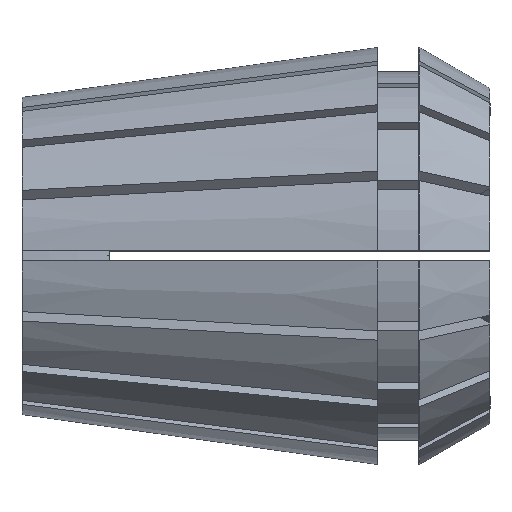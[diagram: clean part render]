
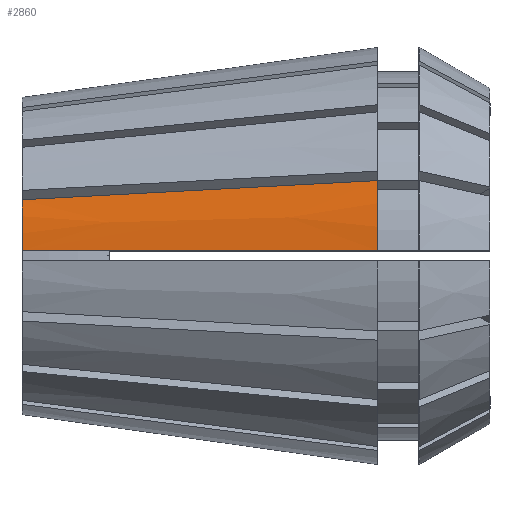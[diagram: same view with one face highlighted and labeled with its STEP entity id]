
A CAD part, top view. The second image highlights one B-rep face of the part: STEP entity #2860.
In plain terms, the highlighted conical face has half-angle 8 degrees and reference radius 20.5 mm.
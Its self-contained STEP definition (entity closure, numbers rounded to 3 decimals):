
#175 = CONICAL_SURFACE ( 'NONE', #436, 20.5, 0.14 ) ;
#268 = EDGE_CURVE ( 'NONE', #350, #4595, #455, .T. ) ;
#276 = ORIENTED_EDGE ( 'NONE', *, *, #2821, .F. ) ;
#325 = CARTESIAN_POINT ( 'NONE',  ( 32.452, 0.5, 20.15 ) ) ;
#350 = VERTEX_POINT ( 'NONE', #1100 ) ;
#436 = AXIS2_PLACEMENT_3D ( 'NONE', #1685, #2559, #2136 ) ;
#455 = B_SPLINE_CURVE_WITH_KNOTS ( 'NONE', 3,
 ( #1964, #4006, #1799, #4021 ),
 .UNSPECIFIED., .F., .F.,
 ( 4, 4 ),
 ( 0., 0.035 ),
 .UNSPECIFIED. ) ;
#787 = CARTESIAN_POINT ( 'NONE',  ( 13.678, 0.5, 17.511 ) ) ;
#1028 = CARTESIAN_POINT ( 'NONE',  ( 0., 0., 0. ) ) ;
#1100 = CARTESIAN_POINT ( 'NONE',  ( 34.9, 7.381, 19.126 ) ) ;
#1178 = B_SPLINE_CURVE_WITH_KNOTS ( 'NONE', 3,
 ( #5669, #2091, #2966, #325, #3438, #787, #3863, #1228, #4338, #1666 ),
 .UNSPECIFIED., .F., .F.,
 ( 4, 3, 3, 4 ),
 ( 0.076, 0.079, 0.107, 0.111 ),
 .UNSPECIFIED. ) ;
#1228 = CARTESIAN_POINT ( 'NONE',  ( 2.86, 0.5, 15.99 ) ) ;
#1308 = CIRCLE ( 'NONE', #5321, 15.595 ) ;
#1448 = DIRECTION ( 'NONE',  ( 0., 0., 1. ) ) ;
#1560 = AXIS2_PLACEMENT_3D ( 'NONE', #2512, #5657, #2956 ) ;
#1666 = CARTESIAN_POINT ( 'NONE',  ( 0., 0.5, 15.587 ) ) ;
#1685 = CARTESIAN_POINT ( 'NONE',  ( 34.9, 0., 0. ) ) ;
#1799 = CARTESIAN_POINT ( 'NONE',  ( 11.633, 6.129, 16.104 ) ) ;
#1964 = CARTESIAN_POINT ( 'NONE',  ( 34.9, 7.381, 19.126 ) ) ;
#2091 = CARTESIAN_POINT ( 'NONE',  ( 34.084, 0.5, 20.38 ) ) ;
#2136 = DIRECTION ( 'NONE',  ( 0., 0., -1. ) ) ;
#2390 = EDGE_CURVE ( 'NONE', #3193, #350, #3578, .T. ) ;
#2512 = CARTESIAN_POINT ( 'NONE',  ( 34.9, 0., 0. ) ) ;
#2559 = DIRECTION ( 'NONE',  ( 1., 0., 0. ) ) ;
#2613 = EDGE_CURVE ( 'NONE', #3610, #4595, #1308, .T. ) ;
#2821 = EDGE_CURVE ( 'NONE', #3193, #3610, #1178, .T. ) ;
#2860 = ADVANCED_FACE ( 'NONE', ( #4905 ), #175, .T. ) ;
#2956 = DIRECTION ( 'NONE',  ( 0., 0., 1. ) ) ;
#2966 = CARTESIAN_POINT ( 'NONE',  ( 33.268, 0.5, 20.265 ) ) ;
#3193 = VERTEX_POINT ( 'NONE', #4414 ) ;
#3438 = CARTESIAN_POINT ( 'NONE',  ( 23.065, 0.5, 18.83 ) ) ;
#3578 = CIRCLE ( 'NONE', #1560, 20.5 ) ;
#3610 = VERTEX_POINT ( 'NONE', #3839 ) ;
#3839 = CARTESIAN_POINT ( 'NONE',  ( 0., 0.5, 15.587 ) ) ;
#3863 = CARTESIAN_POINT ( 'NONE',  ( 4.29, 0.5, 16.191 ) ) ;
#3983 = ORIENTED_EDGE ( 'NONE', *, *, #2390, .T. ) ;
#4006 = CARTESIAN_POINT ( 'NONE',  ( 23.267, 6.755, 17.615 ) ) ;
#4021 = CARTESIAN_POINT ( 'NONE',  ( 0., 5.503, 14.592 ) ) ;
#4102 = DIRECTION ( 'NONE',  ( -1., 0., 0. ) ) ;
#4106 = ORIENTED_EDGE ( 'NONE', *, *, #268, .T. ) ;
#4338 = CARTESIAN_POINT ( 'NONE',  ( 1.43, 0.5, 15.789 ) ) ;
#4414 = CARTESIAN_POINT ( 'NONE',  ( 34.9, 0.5, 20.494 ) ) ;
#4595 = VERTEX_POINT ( 'NONE', #5271 ) ;
#4629 = ORIENTED_EDGE ( 'NONE', *, *, #2613, .F. ) ;
#4815 = EDGE_LOOP ( 'NONE', ( #3983, #4106, #4629, #276 ) ) ;
#4905 = FACE_OUTER_BOUND ( 'NONE', #4815, .T. ) ;
#5271 = CARTESIAN_POINT ( 'NONE',  ( 0., 5.503, 14.592 ) ) ;
#5321 = AXIS2_PLACEMENT_3D ( 'NONE', #1028, #4102, #1448 ) ;
#5657 = DIRECTION ( 'NONE',  ( -1., 0., 0. ) ) ;
#5669 = CARTESIAN_POINT ( 'NONE',  ( 34.9, 0.5, 20.494 ) ) ;
